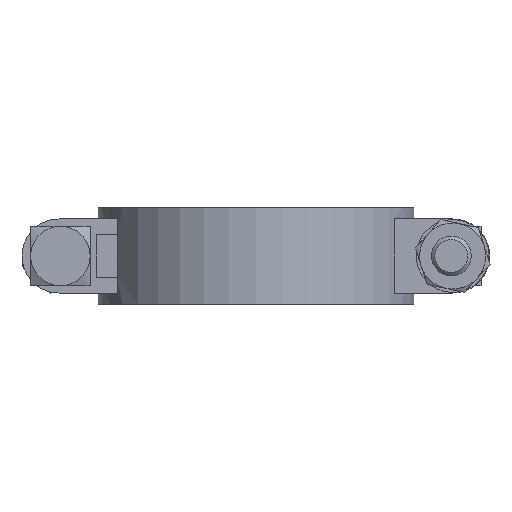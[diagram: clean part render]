
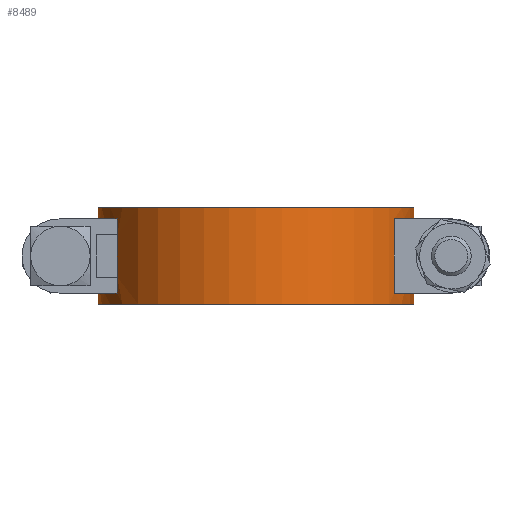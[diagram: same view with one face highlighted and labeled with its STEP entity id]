
A CAD part, front view. The second image highlights one B-rep face of the part: STEP entity #8489.
In plain terms, the highlighted cylindrical face has radius 37.964 mm (diameter 75.929 mm), a partial arc.
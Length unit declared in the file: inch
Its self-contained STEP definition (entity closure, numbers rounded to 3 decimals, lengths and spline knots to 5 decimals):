
#999=FACE_OUTER_BOUND('',#1506,.T.);
#1506=EDGE_LOOP('',(#7679,#7680,#7681,#7682,#7683,#7684,#7685,#7686,#7687,
#7688,#7689,#7690,#7691,#7692,#7693,#7694));
#2084=CIRCLE('',#9043,1.49466);
#2085=CIRCLE('',#9045,1.49466);
#2094=CIRCLE('',#9067,1.49466);
#2095=CIRCLE('',#9069,1.49466);
#2099=CIRCLE('',#9076,1.49466);
#2100=CIRCLE('',#9080,1.49466);
#2102=CIRCLE('',#9084,1.49466);
#2103=CIRCLE('',#9086,1.49466);
#2618=LINE('',#17843,#3207);
#2625=LINE('',#17866,#3214);
#2637=LINE('',#17888,#3226);
#2640=LINE('',#17897,#3229);
#2652=LINE('',#17954,#3241);
#2654=LINE('',#17960,#3243);
#2662=LINE('',#17987,#3251);
#2663=LINE('',#17989,#3252);
#3207=VECTOR('',#10628,0.3937);
#3214=VECTOR('',#10649,0.3937);
#3226=VECTOR('',#10669,0.3937);
#3229=VECTOR('',#10680,0.3937);
#3241=VECTOR('',#10724,0.3937);
#3243=VECTOR('',#10728,0.3937);
#3251=VECTOR('',#10764,0.3937);
#3252=VECTOR('',#10765,0.3937);
#4038=VERTEX_POINT('',#17840);
#4039=VERTEX_POINT('',#17842);
#4041=VERTEX_POINT('',#17849);
#4042=VERTEX_POINT('',#17850);
#4044=VERTEX_POINT('',#17856);
#4045=VERTEX_POINT('',#17857);
#4048=VERTEX_POINT('',#17865);
#4054=VERTEX_POINT('',#17883);
#4070=VERTEX_POINT('',#17942);
#4072=VERTEX_POINT('',#17948);
#4073=VERTEX_POINT('',#17952);
#4075=VERTEX_POINT('',#17957);
#4076=VERTEX_POINT('',#17959);
#4080=VERTEX_POINT('',#17977);
#4081=VERTEX_POINT('',#17983);
#4082=VERTEX_POINT('',#17988);
#5234=EDGE_CURVE('',#4039,#4038,#2618,.T.);
#5238=EDGE_CURVE('',#4041,#4042,#2084,.T.);
#5241=EDGE_CURVE('',#4044,#4045,#2085,.T.);
#5245=EDGE_CURVE('',#4045,#4048,#2625,.T.);
#5257=EDGE_CURVE('',#4054,#4042,#2637,.T.);
#5262=EDGE_CURVE('',#4048,#4054,#2640,.T.);
#5281=EDGE_CURVE('',#4038,#4070,#2094,.T.);
#5284=EDGE_CURVE('',#4072,#4044,#2095,.T.);
#5286=EDGE_CURVE('',#4073,#4072,#2652,.T.);
#5289=EDGE_CURVE('',#4075,#4076,#2654,.T.);
#5294=EDGE_CURVE('',#4075,#4041,#2099,.T.);
#5298=EDGE_CURVE('',#4039,#4080,#2100,.T.);
#5301=EDGE_CURVE('',#4081,#4073,#2102,.T.);
#5303=EDGE_CURVE('',#4080,#4081,#2662,.T.);
#5304=EDGE_CURVE('',#4082,#4070,#2663,.T.);
#5305=EDGE_CURVE('',#4076,#4082,#2103,.T.);
#7679=ORIENTED_EDGE('',*,*,#5245,.F.);
#7680=ORIENTED_EDGE('',*,*,#5241,.F.);
#7681=ORIENTED_EDGE('',*,*,#5284,.F.);
#7682=ORIENTED_EDGE('',*,*,#5286,.F.);
#7683=ORIENTED_EDGE('',*,*,#5301,.F.);
#7684=ORIENTED_EDGE('',*,*,#5303,.F.);
#7685=ORIENTED_EDGE('',*,*,#5298,.F.);
#7686=ORIENTED_EDGE('',*,*,#5234,.T.);
#7687=ORIENTED_EDGE('',*,*,#5281,.T.);
#7688=ORIENTED_EDGE('',*,*,#5304,.F.);
#7689=ORIENTED_EDGE('',*,*,#5305,.F.);
#7690=ORIENTED_EDGE('',*,*,#5289,.F.);
#7691=ORIENTED_EDGE('',*,*,#5294,.T.);
#7692=ORIENTED_EDGE('',*,*,#5238,.T.);
#7693=ORIENTED_EDGE('',*,*,#5257,.F.);
#7694=ORIENTED_EDGE('',*,*,#5262,.F.);
#7933=CYLINDRICAL_SURFACE('',#9085,1.49466);
#8489=ADVANCED_FACE('',(#999),#7933,.T.);
#9043=AXIS2_PLACEMENT_3D('',#17851,#10636,#10637);
#9045=AXIS2_PLACEMENT_3D('',#17858,#10642,#10643);
#9067=AXIS2_PLACEMENT_3D('',#17944,#10713,#10714);
#9069=AXIS2_PLACEMENT_3D('',#17950,#10719,#10720);
#9076=AXIS2_PLACEMENT_3D('',#17969,#10739,#10740);
#9080=AXIS2_PLACEMENT_3D('',#17978,#10750,#10751);
#9084=AXIS2_PLACEMENT_3D('',#17984,#10759,#10760);
#9085=AXIS2_PLACEMENT_3D('',#17986,#10762,#10763);
#9086=AXIS2_PLACEMENT_3D('',#17990,#10766,#10767);
#10628=DIRECTION('',(0.,0.,1.));
#10636=DIRECTION('center_axis',(0.,0.,
1.));
#10637=DIRECTION('ref_axis',(0.,-1.,0.));
#10642=DIRECTION('center_axis',(0.,0.,
1.));
#10643=DIRECTION('ref_axis',(0.,-1.,0.));
#10649=DIRECTION('',(0.,0.,1.));
#10669=DIRECTION('',(0.,0.,1.));
#10680=DIRECTION('',(0.,0.,1.));
#10713=DIRECTION('center_axis',(0.,0.,
1.));
#10714=DIRECTION('ref_axis',(0.,-1.,0.));
#10719=DIRECTION('center_axis',(0.,0.,
1.));
#10720=DIRECTION('ref_axis',(0.,-1.,0.));
#10724=DIRECTION('',(0.,0.,1.));
#10728=DIRECTION('',(0.,0.,1.));
#10739=DIRECTION('center_axis',(0.,0.,
1.));
#10740=DIRECTION('ref_axis',(0.,-1.,0.));
#10750=DIRECTION('center_axis',(0.,0.,
1.));
#10751=DIRECTION('ref_axis',(0.,-1.,0.));
#10759=DIRECTION('center_axis',(0.,0.,
-1.));
#10760=DIRECTION('ref_axis',(0.876,0.481,0.));
#10762=DIRECTION('center_axis',(0.,0.,
1.));
#10763=DIRECTION('ref_axis',(0.,-1.,0.));
#10764=DIRECTION('',(0.,0.,-1.));
#10765=DIRECTION('',(0.,0.,-1.));
#10766=DIRECTION('center_axis',(0.,0.,
1.));
#10767=DIRECTION('ref_axis',(0.,-1.,0.));
#17840=CARTESIAN_POINT('',(3.52,-0.75,0.805));
#17842=CARTESIAN_POINT('',(3.52,-0.75,0.105));
#17843=CARTESIAN_POINT('',(3.52,-0.75,0.));
#17849=CARTESIAN_POINT('',(0.83657,-0.62,0.805));
#17850=CARTESIAN_POINT('',(0.9,-0.75,0.805));
#17851=CARTESIAN_POINT('Origin',(2.21,-0.03034,0.805));
#17856=CARTESIAN_POINT('',(0.83657,-0.62,0.105));
#17857=CARTESIAN_POINT('',(0.9,-0.75,0.105));
#17858=CARTESIAN_POINT('Origin',(2.21,-0.03034,0.105));
#17865=CARTESIAN_POINT('',(0.9,-0.75,0.255));
#17866=CARTESIAN_POINT('',(0.9,-0.75,0.));
#17883=CARTESIAN_POINT('',(0.9,-0.75,0.655));
#17888=CARTESIAN_POINT('',(0.9,-0.75,0.));
#17897=CARTESIAN_POINT('',(0.9,-0.75,0.));
#17942=CARTESIAN_POINT('',(3.70166,-0.125,0.805));
#17944=CARTESIAN_POINT('Origin',(2.21,-0.03034,0.805));
#17948=CARTESIAN_POINT('',(0.71834,-0.125,0.105));
#17950=CARTESIAN_POINT('Origin',(2.21,-0.03034,0.105));
#17952=CARTESIAN_POINT('',(0.71834,-0.125,0.));
#17954=CARTESIAN_POINT('',(0.71834,-0.125,0.0525));
#17957=CARTESIAN_POINT('',(0.71834,-0.125,0.805));
#17959=CARTESIAN_POINT('',(0.71834,-0.125,0.91));
#17960=CARTESIAN_POINT('',(0.71834,-0.125,0.8575));
#17969=CARTESIAN_POINT('Origin',(2.21,-0.03034,0.805));
#17977=CARTESIAN_POINT('',(3.70166,-0.125,0.105));
#17978=CARTESIAN_POINT('Origin',(2.21,-0.03034,0.105));
#17983=CARTESIAN_POINT('',(3.70166,-0.125,0.));
#17984=CARTESIAN_POINT('Origin',(2.21,-0.03034,0.));
#17986=CARTESIAN_POINT('Origin',(2.21,-0.03034,0.));
#17987=CARTESIAN_POINT('',(3.70166,-0.125,0.0525));
#17988=CARTESIAN_POINT('',(3.70166,-0.125,0.91));
#17989=CARTESIAN_POINT('',(3.70166,-0.125,0.8575));
#17990=CARTESIAN_POINT('Origin',(2.21,-0.03034,0.91));
